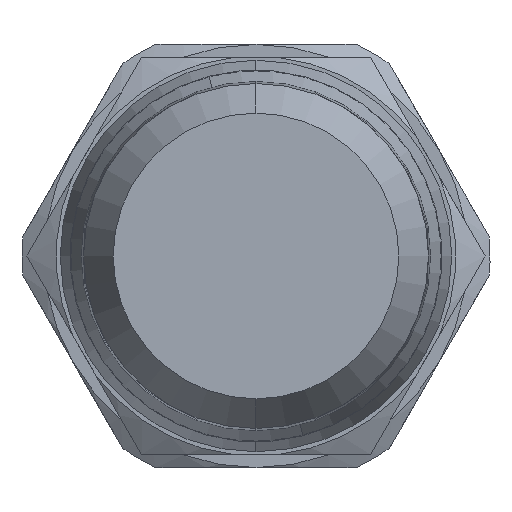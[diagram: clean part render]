
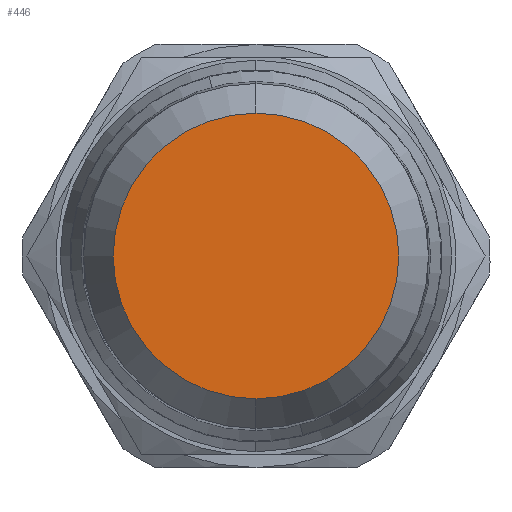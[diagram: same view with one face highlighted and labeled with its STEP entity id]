
A CAD part, front view. The second image highlights one B-rep face of the part: STEP entity #446.
In plain terms, the highlighted planar face has unit normal (0, -1, 0).
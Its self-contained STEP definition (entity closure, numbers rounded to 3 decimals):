
#446 = ADVANCED_FACE ( 'NONE', ( #537 ), #1459, .T. ) ;
#537 = FACE_OUTER_BOUND ( 'NONE', #1740, .T. ) ;
#581 = CIRCLE ( 'NONE', #1242, 5.4 ) ;
#602 = CIRCLE ( 'NONE', #1253, 5.4 ) ;
#919 = CARTESIAN_POINT ( 'NONE',  ( 0., 0., -5.4 ) ) ;
#932 = CARTESIAN_POINT ( 'NONE',  ( 0., 0., 5.4 ) ) ;
#996 = EDGE_CURVE ( 'NONE', #1572, #1566, #581, .T. ) ;
#1013 = EDGE_CURVE ( 'NONE', #1566, #1572, #602, .T. ) ;
#1226 = AXIS2_PLACEMENT_3D ( 'NONE', #1457, #1446, #1445 ) ;
#1242 = AXIS2_PLACEMENT_3D ( 'NONE', #1816, #1815, #1814 ) ;
#1253 = AXIS2_PLACEMENT_3D ( 'NONE', #1655, #1654, #1653 ) ;
#1445 = DIRECTION ( 'NONE',  ( 0., 0., -1. ) ) ;
#1446 = DIRECTION ( 'NONE',  ( 0., -1., 0. ) ) ;
#1457 = CARTESIAN_POINT ( 'NONE',  ( 0., 0., 0. ) ) ;
#1459 = PLANE ( 'NONE',  #1226 ) ;
#1566 = VERTEX_POINT ( 'NONE', #919 ) ;
#1572 = VERTEX_POINT ( 'NONE', #932 ) ;
#1653 = DIRECTION ( 'NONE',  ( 0., 0., -1. ) ) ;
#1654 = DIRECTION ( 'NONE',  ( 0., -1., 0. ) ) ;
#1655 = CARTESIAN_POINT ( 'NONE',  ( 0., 0., 0. ) ) ;
#1707 = ORIENTED_EDGE ( 'NONE', *, *, #1013, .T. ) ;
#1708 = ORIENTED_EDGE ( 'NONE', *, *, #996, .T. ) ;
#1740 = EDGE_LOOP ( 'NONE', ( #1708, #1707 ) ) ;
#1814 = DIRECTION ( 'NONE',  ( 0., 0., -1. ) ) ;
#1815 = DIRECTION ( 'NONE',  ( 0., -1., 0. ) ) ;
#1816 = CARTESIAN_POINT ( 'NONE',  ( 0., 0., 0. ) ) ;
